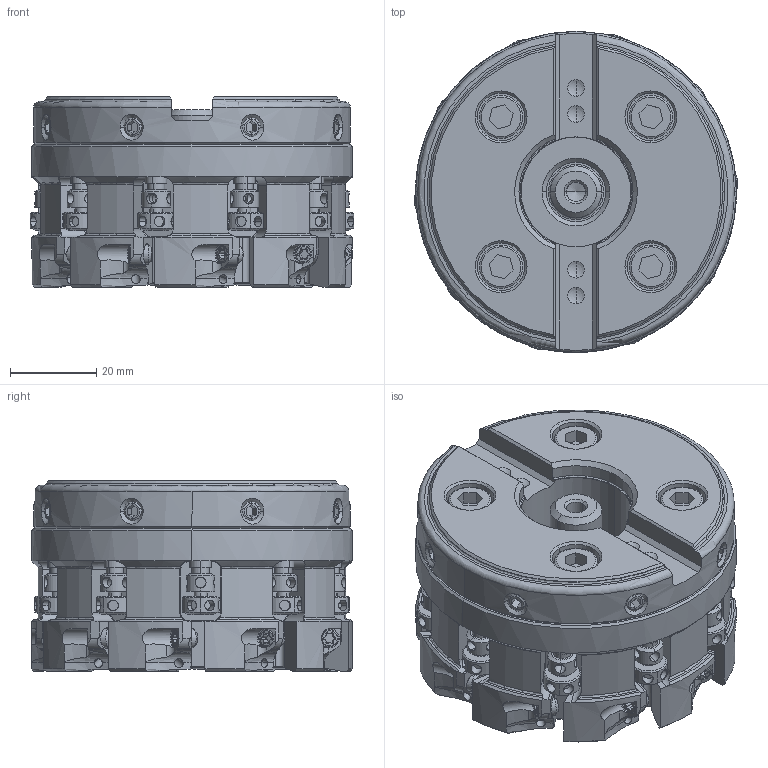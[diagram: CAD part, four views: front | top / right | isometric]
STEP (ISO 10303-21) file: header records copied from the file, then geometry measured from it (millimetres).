
FILE_DESCRIPTION(/* description */ (''),/* implementation_level */ '2;1');
FILE_NAME(/* name */ 'FMAXUR0310C.stp',/* time_stamp */ '2021-09-08T11:39:43+09:00',/* author */ (''),/* organization */ (''),/* preprocessor_version */ 'ST-DEVELOPER v16',/* originating_system */ 'SIEMENS PLM Software NX 10.0',/* authorisation */ '');
FILE_SCHEMA (('AUTOMOTIVE_DESIGN { 1 0 10303 214 3 1 1 1 }'));
Products named in the file (1): FMAXUR0310C_ASM
Bounding box: 74.8 x 74.2 x 44 mm (x, y, z)
Volume: 145449.5 mm3; surface area: 58875.8 mm2
Topology: 45 solids, 45 shells, 1957 faces, 4931 edges, 3255 vertices
Faces by surface type: cylinder 850, plane 547, cone 376, torus 156, bspline 20, sphere 8
Entity records: 75904 total; most frequent: CARTESIAN_POINT 26972, DIRECTION 10284, ORIENTED_EDGE 9750, EDGE_CURVE 4875, AXIS2_PLACEMENT_3D 4188, VERTEX_POINT 3093, EDGE_LOOP 2202, CIRCLE 2060
